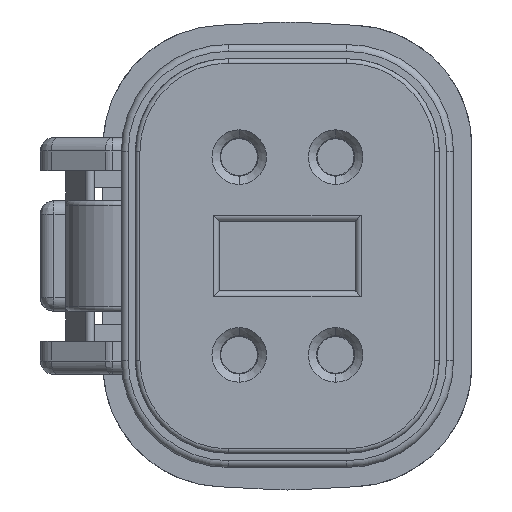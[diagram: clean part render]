
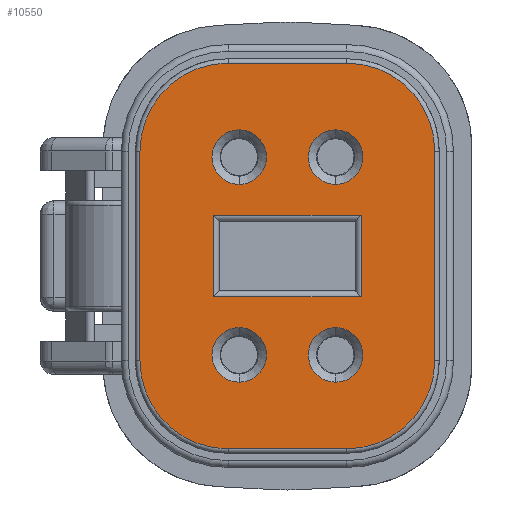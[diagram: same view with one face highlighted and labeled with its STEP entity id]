
A CAD part, left-side view. The second image highlights one B-rep face of the part: STEP entity #10550.
In plain terms, the highlighted planar face has unit normal (-1, 0, 0).
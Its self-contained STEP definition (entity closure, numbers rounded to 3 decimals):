
#1792=CARTESIAN_POINT('',(-1.268,-2.731,-4.826));
#1793=DIRECTION('',(1.,0.,0.));
#1794=DIRECTION('',(0.,-1.,0.));
#1795=AXIS2_PLACEMENT_3D('',#1792,#1793,#1794);
#1797=CARTESIAN_POINT('',(-1.268,2.731,-4.826));
#1798=DIRECTION('',(1.,0.,0.));
#1799=DIRECTION('',(0.,0.,-1.));
#1800=AXIS2_PLACEMENT_3D('',#1797,#1798,#1799);
#1802=CARTESIAN_POINT('',(-1.268,2.731,4.826));
#1803=DIRECTION('',(1.,0.,0.));
#1804=DIRECTION('',(0.,1.,0.));
#1805=AXIS2_PLACEMENT_3D('',#1802,#1803,#1804);
#1807=CARTESIAN_POINT('',(-1.268,-2.731,4.826));
#1808=DIRECTION('',(1.,0.,0.));
#1809=DIRECTION('',(0.,0.,1.));
#1810=AXIS2_PLACEMENT_3D('',#1807,#1808,#1809);
#1812=CARTESIAN_POINT('',(-1.268,-2.223,-4.559));
#1813=DIRECTION('',(-1.,0.,0.));
#1814=DIRECTION('',(0.,0.,1.));
#1815=AXIS2_PLACEMENT_3D('',#1812,#1813,#1814);
#1817=CARTESIAN_POINT('',(-1.268,-2.223,-4.559));
#1818=DIRECTION('',(-1.,0.,0.));
#1819=DIRECTION('',(0.,0.,-1.));
#1820=AXIS2_PLACEMENT_3D('',#1817,#1818,#1819);
#1822=CARTESIAN_POINT('',(-1.268,2.223,-4.559));
#1823=DIRECTION('',(-1.,0.,0.));
#1824=DIRECTION('',(0.,0.,1.));
#1825=AXIS2_PLACEMENT_3D('',#1822,#1823,#1824);
#1827=CARTESIAN_POINT('',(-1.268,2.223,-4.559));
#1828=DIRECTION('',(-1.,0.,0.));
#1829=DIRECTION('',(0.,0.,-1.));
#1830=AXIS2_PLACEMENT_3D('',#1827,#1828,#1829);
#1832=CARTESIAN_POINT('',(-1.268,-2.223,4.559));
#1833=DIRECTION('',(-1.,0.,0.));
#1834=DIRECTION('',(0.,0.,1.));
#1835=AXIS2_PLACEMENT_3D('',#1832,#1833,#1834);
#1837=CARTESIAN_POINT('',(-1.268,-2.223,4.559));
#1838=DIRECTION('',(-1.,0.,0.));
#1839=DIRECTION('',(0.,0.,-1.));
#1840=AXIS2_PLACEMENT_3D('',#1837,#1838,#1839);
#1842=CARTESIAN_POINT('',(-1.268,2.223,4.559));
#1843=DIRECTION('',(-1.,0.,0.));
#1844=DIRECTION('',(0.,0.,1.));
#1845=AXIS2_PLACEMENT_3D('',#1842,#1843,#1844);
#1847=CARTESIAN_POINT('',(-1.268,2.223,4.559));
#1848=DIRECTION('',(-1.,0.,0.));
#1849=DIRECTION('',(0.,0.,-1.));
#1850=AXIS2_PLACEMENT_3D('',#1847,#1848,#1849);
#1852=DIRECTION('',(0.,0.,1.));
#1853=VECTOR('',#1852,9.652);
#1854=CARTESIAN_POINT('',(-1.268,-6.795,-4.826));
#1855=LINE('',#1854,#1853);
#1875=DIRECTION('',(0.,1.,0.));
#1876=VECTOR('',#1875,5.461);
#1877=CARTESIAN_POINT('',(-1.268,-2.731,8.89));
#1878=LINE('',#1877,#1876);
#2084=DIRECTION('',(0.,-1.,0.));
#2085=VECTOR('',#2084,5.461);
#2086=CARTESIAN_POINT('',(-1.268,2.731,-8.89));
#2087=LINE('',#2086,#2085);
#2728=DIRECTION('',(0.,0.,-1.));
#2729=VECTOR('',#2728,9.652);
#2730=CARTESIAN_POINT('',(-1.268,6.795,4.826));
#2731=LINE('',#2730,#2729);
#2804=DIRECTION('',(0.,-1.,0.));
#2805=VECTOR('',#2804,6.807);
#2806=CARTESIAN_POINT('',(-1.268,3.404,1.867));
#2807=LINE('',#2806,#2805);
#2824=DIRECTION('',(0.,0.,-1.));
#2825=VECTOR('',#2824,3.734);
#2826=CARTESIAN_POINT('',(-1.268,-3.404,1.867));
#2827=LINE('',#2826,#2825);
#2844=DIRECTION('',(0.,1.,0.));
#2845=VECTOR('',#2844,6.807);
#2846=CARTESIAN_POINT('',(-1.268,-3.404,-1.867));
#2847=LINE('',#2846,#2845);
#2880=DIRECTION('',(0.,0.,1.));
#2881=VECTOR('',#2880,3.734);
#2882=CARTESIAN_POINT('',(-1.268,3.404,-1.867));
#2883=LINE('',#2882,#2881);
#7187=CARTESIAN_POINT('',(-1.268,2.731,-8.89));
#7188=CARTESIAN_POINT('',(-1.268,6.795,-4.826));
#7189=VERTEX_POINT('',#7187);
#7190=VERTEX_POINT('',#7188);
#7191=CARTESIAN_POINT('',(-1.268,-6.795,-4.826));
#7192=CARTESIAN_POINT('',(-1.268,-6.795,4.826));
#7193=VERTEX_POINT('',#7191);
#7194=VERTEX_POINT('',#7192);
#7195=CARTESIAN_POINT('',(-1.268,-2.731,-8.89));
#7196=VERTEX_POINT('',#7195);
#7197=CARTESIAN_POINT('',(-1.268,6.795,4.826));
#7198=VERTEX_POINT('',#7197);
#7199=CARTESIAN_POINT('',(-1.268,2.731,8.89));
#7200=VERTEX_POINT('',#7199);
#7201=CARTESIAN_POINT('',(-1.268,-2.731,8.89));
#7202=VERTEX_POINT('',#7201);
#7203=CARTESIAN_POINT('',(-1.268,-2.223,-3.302));
#7204=CARTESIAN_POINT('',(-1.268,-2.223,-5.817));
#7205=VERTEX_POINT('',#7203);
#7206=VERTEX_POINT('',#7204);
#7207=CARTESIAN_POINT('',(-1.268,2.223,-3.302));
#7208=CARTESIAN_POINT('',(-1.268,2.223,-5.817));
#7209=VERTEX_POINT('',#7207);
#7210=VERTEX_POINT('',#7208);
#7211=CARTESIAN_POINT('',(-1.268,-2.223,5.817));
#7212=CARTESIAN_POINT('',(-1.268,-2.223,3.302));
#7213=VERTEX_POINT('',#7211);
#7214=VERTEX_POINT('',#7212);
#7215=CARTESIAN_POINT('',(-1.268,2.223,5.817));
#7216=CARTESIAN_POINT('',(-1.268,2.223,3.302));
#7217=VERTEX_POINT('',#7215);
#7218=VERTEX_POINT('',#7216);
#7219=CARTESIAN_POINT('',(-1.268,3.404,1.867));
#7220=CARTESIAN_POINT('',(-1.268,-3.404,1.867));
#7221=VERTEX_POINT('',#7219);
#7222=VERTEX_POINT('',#7220);
#7223=CARTESIAN_POINT('',(-1.268,3.404,-1.867));
#7224=VERTEX_POINT('',#7223);
#7225=CARTESIAN_POINT('',(-1.268,-3.404,-1.867));
#7226=VERTEX_POINT('',#7225);
#10494=CARTESIAN_POINT('',(-1.268,0.,0.));
#10495=DIRECTION('',(-1.,0.,0.));
#10496=DIRECTION('',(0.,0.,1.));
#10497=AXIS2_PLACEMENT_3D('',#10494,#10495,#10496);
#10498=PLANE('',#10497);
#10500=ORIENTED_EDGE('',*,*,#10499,.F.);
#10502=ORIENTED_EDGE('',*,*,#10501,.T.);
#10504=ORIENTED_EDGE('',*,*,#10503,.F.);
#10506=ORIENTED_EDGE('',*,*,#10505,.T.);
#10508=ORIENTED_EDGE('',*,*,#10507,.F.);
#10509=ORIENTED_EDGE('',*,*,#10477,.T.);
#10511=ORIENTED_EDGE('',*,*,#10510,.F.);
#10513=ORIENTED_EDGE('',*,*,#10512,.T.);
#10514=EDGE_LOOP('',(#10500,#10502,#10504,#10506,#10508,#10509,#10511,#10513));
#10515=FACE_OUTER_BOUND('',#10514,.F.);
#10517=ORIENTED_EDGE('',*,*,#10516,.T.);
#10519=ORIENTED_EDGE('',*,*,#10518,.T.);
#10520=EDGE_LOOP('',(#10517,#10519));
#10521=FACE_BOUND('',#10520,.F.);
#10523=ORIENTED_EDGE('',*,*,#10522,.T.);
#10525=ORIENTED_EDGE('',*,*,#10524,.T.);
#10526=EDGE_LOOP('',(#10523,#10525));
#10527=FACE_BOUND('',#10526,.F.);
#10529=ORIENTED_EDGE('',*,*,#10528,.T.);
#10531=ORIENTED_EDGE('',*,*,#10530,.T.);
#10532=EDGE_LOOP('',(#10529,#10531));
#10533=FACE_BOUND('',#10532,.F.);
#10535=ORIENTED_EDGE('',*,*,#10534,.T.);
#10537=ORIENTED_EDGE('',*,*,#10536,.T.);
#10538=EDGE_LOOP('',(#10535,#10537));
#10539=FACE_BOUND('',#10538,.F.);
#10541=ORIENTED_EDGE('',*,*,#10540,.F.);
#10543=ORIENTED_EDGE('',*,*,#10542,.F.);
#10545=ORIENTED_EDGE('',*,*,#10544,.F.);
#10547=ORIENTED_EDGE('',*,*,#10546,.F.);
#10548=EDGE_LOOP('',(#10541,#10543,#10545,#10547));
#10549=FACE_BOUND('',#10548,.F.);
#10550=ADVANCED_FACE('',(#10515,#10521,#10527,#10533,#10539,#10549),#10498,.T.);
#1796=CIRCLE('',#1795,4.064);
#1801=CIRCLE('',#1800,4.064);
#1806=CIRCLE('',#1805,4.064);
#1811=CIRCLE('',#1810,4.064);
#1816=CIRCLE('',#1815,1.257);
#1821=CIRCLE('',#1820,1.257);
#1826=CIRCLE('',#1825,1.257);
#1831=CIRCLE('',#1830,1.257);
#1836=CIRCLE('',#1835,1.257);
#1841=CIRCLE('',#1840,1.257);
#1846=CIRCLE('',#1845,1.257);
#1851=CIRCLE('',#1850,1.257);
#10477=EDGE_CURVE('',#7198,#7200,#1806,.T.);
#10499=EDGE_CURVE('',#7193,#7194,#1855,.T.);
#10501=EDGE_CURVE('',#7193,#7196,#1796,.T.);
#10503=EDGE_CURVE('',#7189,#7196,#2087,.T.);
#10505=EDGE_CURVE('',#7189,#7190,#1801,.T.);
#10507=EDGE_CURVE('',#7198,#7190,#2731,.T.);
#10510=EDGE_CURVE('',#7202,#7200,#1878,.T.);
#10512=EDGE_CURVE('',#7202,#7194,#1811,.T.);
#10516=EDGE_CURVE('',#7205,#7206,#1816,.T.);
#10518=EDGE_CURVE('',#7206,#7205,#1821,.T.);
#10522=EDGE_CURVE('',#7209,#7210,#1826,.T.);
#10524=EDGE_CURVE('',#7210,#7209,#1831,.T.);
#10528=EDGE_CURVE('',#7213,#7214,#1836,.T.);
#10530=EDGE_CURVE('',#7214,#7213,#1841,.T.);
#10534=EDGE_CURVE('',#7217,#7218,#1846,.T.);
#10536=EDGE_CURVE('',#7218,#7217,#1851,.T.);
#10540=EDGE_CURVE('',#7221,#7222,#2807,.T.);
#10542=EDGE_CURVE('',#7224,#7221,#2883,.T.);
#10544=EDGE_CURVE('',#7226,#7224,#2847,.T.);
#10546=EDGE_CURVE('',#7222,#7226,#2827,.T.);
